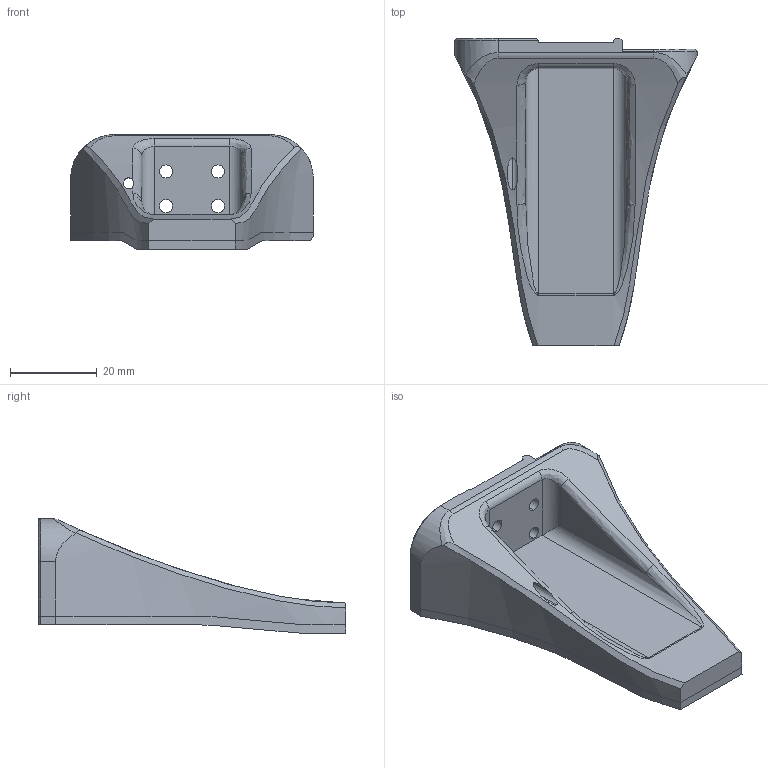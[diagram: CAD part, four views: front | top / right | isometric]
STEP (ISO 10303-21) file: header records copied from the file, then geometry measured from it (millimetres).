
FILE_DESCRIPTION (( 'STEP AP203' ), '1' );
FILE_NAME ('侂鍾標蛈.STEP', '2025-11-27T08:23:58', ( '' ), ( '' ), 'SwSTEP 2.0', 'SolidWorks 2025', '' );
FILE_SCHEMA (( 'CONFIG_CONTROL_DESIGN' ));
Length unit declared in the file: millimetre
Products named in the file (1): 松灵夹爪
Bounding box: 56 x 71 x 26.5 mm (x, y, z)
Volume: 28008 mm3; surface area: 14656.4 mm2
Topology: 2 solids, 2 shells, 87 faces, 229 edges, 146 vertices
Faces by surface type: plane 46, cylinder 22, bspline 15, cone 4
Entity records: 4974 total; most frequent: CARTESIAN_POINT 2880, ORIENTED_EDGE 458, DIRECTION 349, EDGE_CURVE 229, VERTEX_POINT 146, LINE 135, VECTOR 135, AXIS2_PLACEMENT_3D 107
